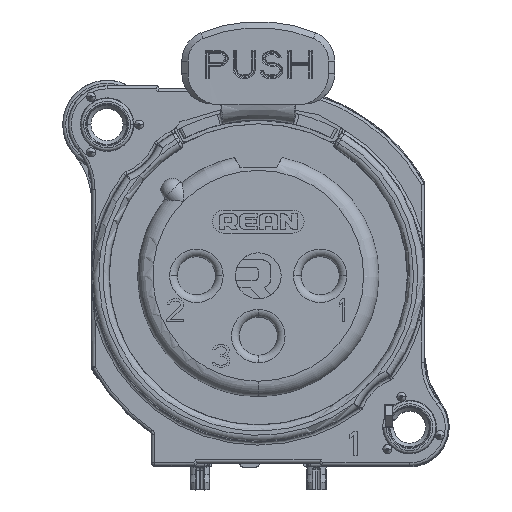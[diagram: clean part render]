
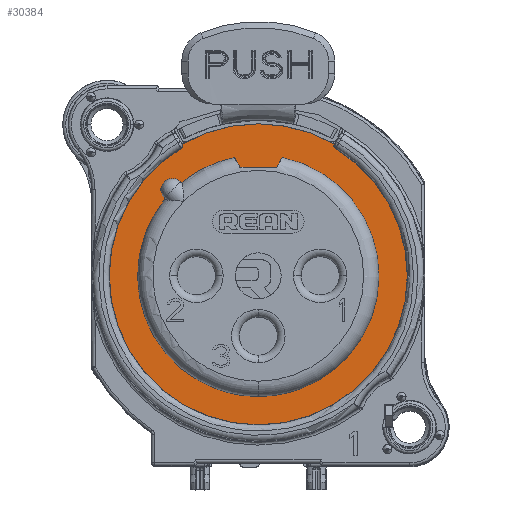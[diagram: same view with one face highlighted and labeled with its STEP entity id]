
A CAD part, top view. The second image highlights one B-rep face of the part: STEP entity #30384.
In plain terms, the highlighted planar face has unit normal (0, 0, 1).
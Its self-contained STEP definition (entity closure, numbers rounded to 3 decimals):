
#3168=CARTESIAN_POINT('',(-4.977,8.616,2.6));
#3169=CARTESIAN_POINT('',(-4.963,8.593,2.6));
#3170=CARTESIAN_POINT('',(-4.947,8.545,2.6));
#3171=CARTESIAN_POINT('',(-4.952,8.466,2.6));
#3172=CARTESIAN_POINT('',(-4.987,8.394,2.6));
#3173=CARTESIAN_POINT('',(-5.024,8.36,2.6));
#3174=CARTESIAN_POINT('',(-5.047,8.346,2.6));
#3186=CARTESIAN_POINT('',(0.,0.,2.6));
#3187=DIRECTION('',(0.,0.,-1.));
#3188=DIRECTION('',(0.518,0.856,0.));
#3189=AXIS2_PLACEMENT_3D('',#3186,#3187,#3188);
#3191=CARTESIAN_POINT('',(0.,0.,2.6));
#3192=DIRECTION('',(0.,0.,-1.));
#3193=DIRECTION('',(1.,0.,0.));
#3194=AXIS2_PLACEMENT_3D('',#3191,#3192,#3193);
#3196=CARTESIAN_POINT('',(0.,0.,2.6));
#3197=DIRECTION('',(0.,0.,-1.));
#3198=DIRECTION('',(-1.,0.,0.));
#3199=AXIS2_PLACEMENT_3D('',#3196,#3197,#3198);
#3201=CARTESIAN_POINT('',(0.,0.,2.6));
#3202=DIRECTION('',(0.,0.,-1.));
#3203=DIRECTION('',(-0.5,0.866,0.));
#3204=AXIS2_PLACEMENT_3D('',#3201,#3202,#3203);
#3206=DIRECTION('',(-0.5,0.866,0.));
#3207=VECTOR('',#3206,0.742);
#3208=CARTESIAN_POINT('',(-1.2,7.1,2.6));
#3209=LINE('',#3208,#3207);
#3210=CARTESIAN_POINT('',(0.,0.,2.6));
#3211=DIRECTION('',(0.,0.,1.));
#3212=DIRECTION('',(-0.199,0.98,0.));
#3213=AXIS2_PLACEMENT_3D('',#3210,#3211,#3212);
#3215=DIRECTION('',(-0.707,0.707,0.));
#3216=VECTOR('',#3215,0.086);
#3217=CARTESIAN_POINT('',(-5.031,6.091,2.6));
#3218=LINE('',#3217,#3216);
#3219=CARTESIAN_POINT('',(-5.621,5.621,2.6));
#3220=DIRECTION('',(0.,0.,1.));
#3221=DIRECTION('',(0.707,0.707,0.));
#3222=AXIS2_PLACEMENT_3D('',#3219,#3220,#3221);
#3224=DIRECTION('',(0.707,-0.707,0.));
#3225=VECTOR('',#3224,0.086);
#3226=CARTESIAN_POINT('',(-6.152,5.091,2.6));
#3227=LINE('',#3226,#3225);
#3228=CARTESIAN_POINT('',(0.,0.,2.6));
#3229=DIRECTION('',(0.,0.,1.));
#3230=DIRECTION('',(-0.771,0.637,0.));
#3231=AXIS2_PLACEMENT_3D('',#3228,#3229,#3230);
#3233=CARTESIAN_POINT('',(0.,0.,2.6));
#3234=DIRECTION('',(0.,0.,1.));
#3235=DIRECTION('',(-0.342,-0.94,0.));
#3236=AXIS2_PLACEMENT_3D('',#3233,#3234,#3235);
#3238=CARTESIAN_POINT('',(0.,0.,2.6));
#3239=DIRECTION('',(0.,0.,1.));
#3240=DIRECTION('',(0.342,-0.94,0.));
#3241=AXIS2_PLACEMENT_3D('',#3238,#3239,#3240);
#3243=DIRECTION('',(-0.5,-0.866,0.));
#3244=VECTOR('',#3243,0.742);
#3245=CARTESIAN_POINT('',(1.571,7.742,2.6));
#3246=LINE('',#3245,#3244);
#3252=CARTESIAN_POINT('',(5.048,8.345,2.6));
#3253=CARTESIAN_POINT('',(5.025,8.359,2.6));
#3254=CARTESIAN_POINT('',(4.988,8.394,2.6));
#3255=CARTESIAN_POINT('',(4.953,8.465,2.6));
#3256=CARTESIAN_POINT('',(4.949,8.544,2.6));
#3257=CARTESIAN_POINT('',(4.965,8.592,2.6));
#3258=CARTESIAN_POINT('',(4.978,8.615,2.6));
#3265=CARTESIAN_POINT('',(4.978,8.615,2.6));
#18260=DIRECTION('',(1.,0.,0.));
#18261=VECTOR('',#18260,2.4);
#18262=CARTESIAN_POINT('',(-1.2,7.1,2.6));
#18263=LINE('',#18262,#18261);
#21731=VERTEX_POINT('',#3265);
#21732=CARTESIAN_POINT('',(-4.977,8.616,2.6));
#21733=VERTEX_POINT('',#21732);
#22513=VERTEX_POINT('',#3174);
#22515=CARTESIAN_POINT('',(5.048,8.346,2.6));
#22516=CARTESIAN_POINT('',(9.753,0.,2.6));
#22517=VERTEX_POINT('',#22515);
#22518=VERTEX_POINT('',#22516);
#22519=CARTESIAN_POINT('',(-9.753,0.,2.6));
#22520=VERTEX_POINT('',#22519);
#22521=CARTESIAN_POINT('',(-1.2,7.1,2.6));
#22522=CARTESIAN_POINT('',(-1.571,7.742,2.6));
#22523=VERTEX_POINT('',#22521);
#22524=VERTEX_POINT('',#22522);
#22525=CARTESIAN_POINT('',(-5.031,6.091,2.6));
#22526=VERTEX_POINT('',#22525);
#22527=CARTESIAN_POINT('',(-5.091,6.152,2.6));
#22528=VERTEX_POINT('',#22527);
#22529=CARTESIAN_POINT('',(-6.152,5.091,2.6));
#22530=VERTEX_POINT('',#22529);
#22531=CARTESIAN_POINT('',(-6.091,5.031,2.6));
#22532=VERTEX_POINT('',#22531);
#22533=CARTESIAN_POINT('',(-2.702,-7.424,2.6));
#22534=VERTEX_POINT('',#22533);
#22535=CARTESIAN_POINT('',(2.703,-7.425,2.6));
#22536=VERTEX_POINT('',#22535);
#22537=CARTESIAN_POINT('',(1.571,7.742,2.6));
#22538=VERTEX_POINT('',#22537);
#22539=CARTESIAN_POINT('',(1.2,7.1,2.6));
#22540=VERTEX_POINT('',#22539);
#30345=CARTESIAN_POINT('',(0.,0.,2.6));
#30346=DIRECTION('',(0.,0.,1.));
#30347=DIRECTION('',(1.,0.,0.));
#30348=AXIS2_PLACEMENT_3D('',#30345,#30346,#30347);
#30349=PLANE('',#30348);
#30351=ORIENTED_EDGE('',*,*,#30350,.T.);
#30353=ORIENTED_EDGE('',*,*,#30352,.T.);
#30355=ORIENTED_EDGE('',*,*,#30354,.T.);
#30356=ORIENTED_EDGE('',*,*,#30335,.F.);
#30357=ORIENTED_EDGE('',*,*,#29866,.T.);
#30359=ORIENTED_EDGE('',*,*,#30358,.F.);
#30360=EDGE_LOOP('',(#30351,#30353,#30355,#30356,#30357,#30359));
#30361=FACE_OUTER_BOUND('',#30360,.F.);
#30363=ORIENTED_EDGE('',*,*,#30362,.T.);
#30365=ORIENTED_EDGE('',*,*,#30364,.T.);
#30367=ORIENTED_EDGE('',*,*,#30366,.T.);
#30369=ORIENTED_EDGE('',*,*,#30368,.T.);
#30371=ORIENTED_EDGE('',*,*,#30370,.T.);
#30373=ORIENTED_EDGE('',*,*,#30372,.T.);
#30375=ORIENTED_EDGE('',*,*,#30374,.T.);
#30377=ORIENTED_EDGE('',*,*,#30376,.T.);
#30379=ORIENTED_EDGE('',*,*,#30378,.T.);
#30381=ORIENTED_EDGE('',*,*,#30380,.F.);
#30382=EDGE_LOOP('',(#30363,#30365,#30367,#30369,#30371,#30373,#30375,#30377,
#30379,#30381));
#30383=FACE_BOUND('',#30382,.F.);
#30384=ADVANCED_FACE('',(#30361,#30383),#30349,.T.);
#3175=B_SPLINE_CURVE_WITH_KNOTS('',3,(#3168,#3169,#3170,#3171,#3172,#3173,
#3174),.UNSPECIFIED.,.F.,.F.,(4,1,1,1,4),(0.,0.25,0.5,0.75,1.),
.UNSPECIFIED.);
#3190=CIRCLE('',#3189,9.753);
#3195=CIRCLE('',#3194,9.753);
#3200=CIRCLE('',#3199,9.753);
#3205=CIRCLE('',#3204,9.95);
#3214=CIRCLE('',#3213,7.9);
#3223=CIRCLE('',#3222,0.75);
#3232=CIRCLE('',#3231,7.9);
#3237=CIRCLE('',#3236,7.902);
#3242=CIRCLE('',#3241,7.9);
#3259=B_SPLINE_CURVE_WITH_KNOTS('',3,(#3252,#3253,#3254,#3255,#3256,#3257,
#3258),.UNSPECIFIED.,.F.,.F.,(4,1,1,1,4),(0.,0.25,0.5,0.75,1.),
.UNSPECIFIED.);
#29866=EDGE_CURVE('',#21733,#21731,#3205,.T.);
#30335=EDGE_CURVE('',#21733,#22513,#3175,.T.);
#30350=EDGE_CURVE('',#22517,#22518,#3190,.T.);
#30352=EDGE_CURVE('',#22518,#22520,#3195,.T.);
#30354=EDGE_CURVE('',#22520,#22513,#3200,.T.);
#30358=EDGE_CURVE('',#22517,#21731,#3259,.T.);
#30362=EDGE_CURVE('',#22523,#22524,#3209,.T.);
#30364=EDGE_CURVE('',#22524,#22526,#3214,.T.);
#30366=EDGE_CURVE('',#22526,#22528,#3218,.T.);
#30368=EDGE_CURVE('',#22528,#22530,#3223,.T.);
#30370=EDGE_CURVE('',#22530,#22532,#3227,.T.);
#30372=EDGE_CURVE('',#22532,#22534,#3232,.T.);
#30374=EDGE_CURVE('',#22534,#22536,#3237,.T.);
#30376=EDGE_CURVE('',#22536,#22538,#3242,.T.);
#30378=EDGE_CURVE('',#22538,#22540,#3246,.T.);
#30380=EDGE_CURVE('',#22523,#22540,#18263,.T.);
